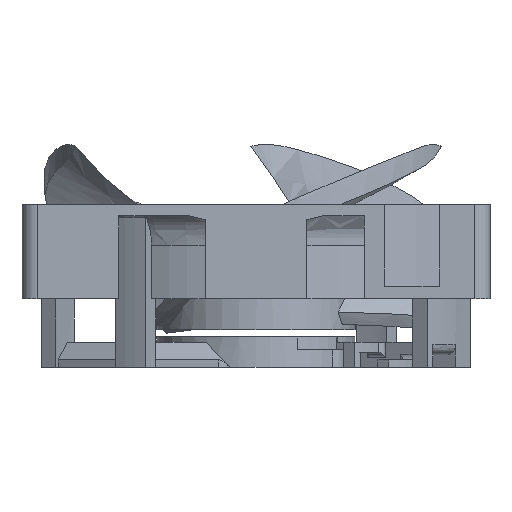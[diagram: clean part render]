
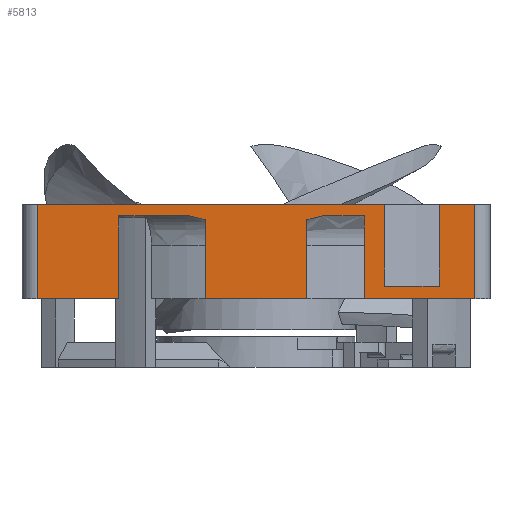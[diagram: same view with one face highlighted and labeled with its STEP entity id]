
A CAD part, left-side view. The second image highlights one B-rep face of the part: STEP entity #5813.
In plain terms, the highlighted planar face has unit normal (-1, 0, 0).
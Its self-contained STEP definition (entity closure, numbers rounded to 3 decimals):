
#1377=CARTESIAN_POINT('',(-46.,13.107,-2.2));
#1378=CARTESIAN_POINT('',(-46.,12.757,-2.275));
#1379=CARTESIAN_POINT('',(-46.,12.061,-2.431));
#1380=CARTESIAN_POINT('',(-46.,11.026,-2.678));
#1381=CARTESIAN_POINT('',(-46.,10.341,-2.849));
#1382=CARTESIAN_POINT('',(-46.,10.,-2.935));
#1384=CARTESIAN_POINT('',(-46.,10.,-2.935));
#1432=DIRECTION('',(0.,-1.,0.));
#1433=VECTOR('',#1432,13.843);
#1434=CARTESIAN_POINT('',(-46.,26.95,-2.2));
#1435=LINE('',#1434,#1433);
#1518=DIRECTION('',(0.,0.,1.));
#1519=VECTOR('',#1518,16.3);
#1520=CARTESIAN_POINT('',(-46.,26.95,-18.5));
#1521=LINE('',#1520,#1519);
#1530=DIRECTION('',(0.,1.,0.));
#1531=VECTOR('',#1530,16.05);
#1532=CARTESIAN_POINT('',(-46.,26.95,-18.5));
#1533=LINE('',#1532,#1531);
#1534=DIRECTION('',(0.,-1.,0.));
#1535=VECTOR('',#1534,68.303);
#1536=CARTESIAN_POINT('',(-46.,43.,0.));
#1537=LINE('',#1536,#1535);
#1538=DIRECTION('',(0.,-1.,0.));
#1539=VECTOR('',#1538,7.);
#1540=CARTESIAN_POINT('',(-46.,-36.,0.));
#1541=LINE('',#1540,#1539);
#1542=DIRECTION('',(0.,1.,0.));
#1543=VECTOR('',#1542,21.7);
#1544=CARTESIAN_POINT('',(-46.,-43.,-18.5));
#1545=LINE('',#1544,#1543);
#1546=DIRECTION('',(0.,0.,1.));
#1547=VECTOR('',#1546,16.3);
#1548=CARTESIAN_POINT('',(-46.,-21.3,-18.5));
#1549=LINE('',#1548,#1547);
#1550=DIRECTION('',(0.,1.,0.));
#1551=VECTOR('',#1550,20.);
#1552=CARTESIAN_POINT('',(-46.,-10.,-18.5));
#1553=LINE('',#1552,#1551);
#1554=DIRECTION('',(0.,0.,1.));
#1555=VECTOR('',#1554,15.565);
#1556=CARTESIAN_POINT('',(-46.,10.,-18.5));
#1557=LINE('',#1556,#1555);
#1706=DIRECTION('',(0.,0.,-1.));
#1707=VECTOR('',#1706,18.5);
#1708=CARTESIAN_POINT('',(-46.,43.,0.));
#1709=LINE('',#1708,#1707);
#1812=DIRECTION('',(0.,0.,1.));
#1813=VECTOR('',#1812,16.);
#1814=CARTESIAN_POINT('',(-46.,-25.303,-16.));
#1815=LINE('',#1814,#1813);
#1835=DIRECTION('',(0.,1.,0.));
#1836=VECTOR('',#1835,10.697);
#1837=CARTESIAN_POINT('',(-46.,-36.,-16.));
#1838=LINE('',#1837,#1836);
#1942=DIRECTION('',(0.,-1.,0.));
#1943=VECTOR('',#1942,8.193);
#1944=CARTESIAN_POINT('',(-46.,-13.107,-2.2));
#1945=LINE('',#1944,#1943);
#1999=CARTESIAN_POINT('',(-46.,-10.,-2.935));
#2000=CARTESIAN_POINT('',(-46.,-10.341,-2.849));
#2001=CARTESIAN_POINT('',(-46.,-11.025,-2.678));
#2002=CARTESIAN_POINT('',(-46.,-12.06,-2.431));
#2003=CARTESIAN_POINT('',(-46.,-12.757,-2.275));
#2004=CARTESIAN_POINT('',(-46.,-13.107,-2.2));
#2113=DIRECTION('',(0.,0.,1.));
#2114=VECTOR('',#2113,15.565);
#2115=CARTESIAN_POINT('',(-46.,-10.,-18.5));
#2116=LINE('',#2115,#2114);
#2159=DIRECTION('',(0.,0.,1.));
#2160=VECTOR('',#2159,18.5);
#2161=CARTESIAN_POINT('',(-46.,-43.,-18.5));
#2162=LINE('',#2161,#2160);
#2209=DIRECTION('',(0.,0.,-1.));
#2210=VECTOR('',#2209,16.);
#2211=CARTESIAN_POINT('',(-46.,-36.,0.));
#2212=LINE('',#2211,#2210);
#3650=CARTESIAN_POINT('',(-46.,-25.303,0.));
#3652=VERTEX_POINT('',#3650);
#3653=CARTESIAN_POINT('',(-46.,43.,0.));
#3654=VERTEX_POINT('',#3653);
#3713=CARTESIAN_POINT('',(-46.,-25.303,-16.));
#3715=VERTEX_POINT('',#3713);
#3743=CARTESIAN_POINT('',(-46.,-36.,-16.));
#3744=VERTEX_POINT('',#3743);
#3810=CARTESIAN_POINT('',(-46.,10.,-18.5));
#3811=VERTEX_POINT('',#3810);
#3812=CARTESIAN_POINT('',(-46.,-10.,-18.5));
#3813=VERTEX_POINT('',#3812);
#3818=VERTEX_POINT('',#1384);
#3819=CARTESIAN_POINT('',(-46.,13.107,-2.2));
#3820=VERTEX_POINT('',#3819);
#3827=CARTESIAN_POINT('',(-46.,26.95,-2.2));
#3828=VERTEX_POINT('',#3827);
#3863=CARTESIAN_POINT('',(-46.,26.95,-18.5));
#3864=VERTEX_POINT('',#3863);
#3865=CARTESIAN_POINT('',(-46.,43.,-18.5));
#3866=VERTEX_POINT('',#3865);
#3867=CARTESIAN_POINT('',(-46.,-36.,0.));
#3868=VERTEX_POINT('',#3867);
#3869=CARTESIAN_POINT('',(-46.,-43.,0.));
#3870=VERTEX_POINT('',#3869);
#3871=CARTESIAN_POINT('',(-46.,-43.,-18.5));
#3872=VERTEX_POINT('',#3871);
#3873=CARTESIAN_POINT('',(-46.,-21.3,-18.5));
#3874=VERTEX_POINT('',#3873);
#3875=CARTESIAN_POINT('',(-46.,-21.3,-2.2));
#3876=VERTEX_POINT('',#3875);
#3877=CARTESIAN_POINT('',(-46.,-13.107,-2.2));
#3878=VERTEX_POINT('',#3877);
#3879=VERTEX_POINT('',#1999);
#5775=CARTESIAN_POINT('',(-46.,46.,0.));
#5776=DIRECTION('',(-1.,0.,0.));
#5777=DIRECTION('',(0.,-1.,0.));
#5778=AXIS2_PLACEMENT_3D('',#5775,#5776,#5777);
#5779=PLANE('',#5778);
#5780=ORIENTED_EDGE('',*,*,#5707,.F.);
#5781=ORIENTED_EDGE('',*,*,#5766,.F.);
#5783=ORIENTED_EDGE('',*,*,#5782,.T.);
#5785=ORIENTED_EDGE('',*,*,#5784,.F.);
#5787=ORIENTED_EDGE('',*,*,#5786,.T.);
#5789=ORIENTED_EDGE('',*,*,#5788,.F.);
#5791=ORIENTED_EDGE('',*,*,#5790,.F.);
#5793=ORIENTED_EDGE('',*,*,#5792,.F.);
#5795=ORIENTED_EDGE('',*,*,#5794,.T.);
#5797=ORIENTED_EDGE('',*,*,#5796,.F.);
#5799=ORIENTED_EDGE('',*,*,#5798,.T.);
#5801=ORIENTED_EDGE('',*,*,#5800,.T.);
#5803=ORIENTED_EDGE('',*,*,#5802,.F.);
#5805=ORIENTED_EDGE('',*,*,#5804,.F.);
#5807=ORIENTED_EDGE('',*,*,#5806,.F.);
#5808=ORIENTED_EDGE('',*,*,#5631,.T.);
#5809=ORIENTED_EDGE('',*,*,#5662,.T.);
#5810=ORIENTED_EDGE('',*,*,#5683,.F.);
#5811=EDGE_LOOP('',(#5780,#5781,#5783,#5785,#5787,#5789,#5791,#5793,#5795,#5797,
#5799,#5801,#5803,#5805,#5807,#5808,#5809,#5810));
#5812=FACE_OUTER_BOUND('',#5811,.F.);
#1383=B_SPLINE_CURVE_WITH_KNOTS('',3,(#1377,#1378,#1379,#1380,#1381,#1382),
.UNSPECIFIED.,.F.,.F.,(4,1,1,4),(0.,0.333,0.667,1.),
.UNSPECIFIED.);
#2005=B_SPLINE_CURVE_WITH_KNOTS('',3,(#1999,#2000,#2001,#2002,#2003,#2004),
.UNSPECIFIED.,.F.,.F.,(4,1,1,4),(0.,0.333,0.667,1.),
.UNSPECIFIED.);
#5631=EDGE_CURVE('',#3813,#3811,#1553,.T.);
#5662=EDGE_CURVE('',#3811,#3818,#1557,.T.);
#5683=EDGE_CURVE('',#3820,#3818,#1383,.T.);
#5707=EDGE_CURVE('',#3828,#3820,#1435,.T.);
#5766=EDGE_CURVE('',#3864,#3828,#1521,.T.);
#5782=EDGE_CURVE('',#3864,#3866,#1533,.T.);
#5784=EDGE_CURVE('',#3654,#3866,#1709,.T.);
#5786=EDGE_CURVE('',#3654,#3652,#1537,.T.);
#5788=EDGE_CURVE('',#3715,#3652,#1815,.T.);
#5790=EDGE_CURVE('',#3744,#3715,#1838,.T.);
#5792=EDGE_CURVE('',#3868,#3744,#2212,.T.);
#5794=EDGE_CURVE('',#3868,#3870,#1541,.T.);
#5796=EDGE_CURVE('',#3872,#3870,#2162,.T.);
#5798=EDGE_CURVE('',#3872,#3874,#1545,.T.);
#5800=EDGE_CURVE('',#3874,#3876,#1549,.T.);
#5802=EDGE_CURVE('',#3878,#3876,#1945,.T.);
#5804=EDGE_CURVE('',#3879,#3878,#2005,.T.);
#5806=EDGE_CURVE('',#3813,#3879,#2116,.T.);
#5813=ADVANCED_FACE('',(#5812),#5779,.T.);
